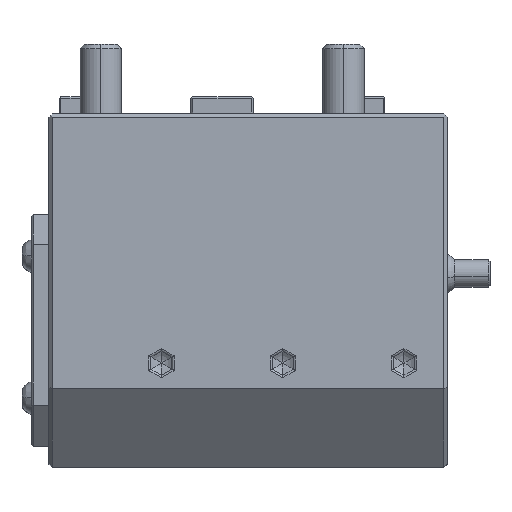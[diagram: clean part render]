
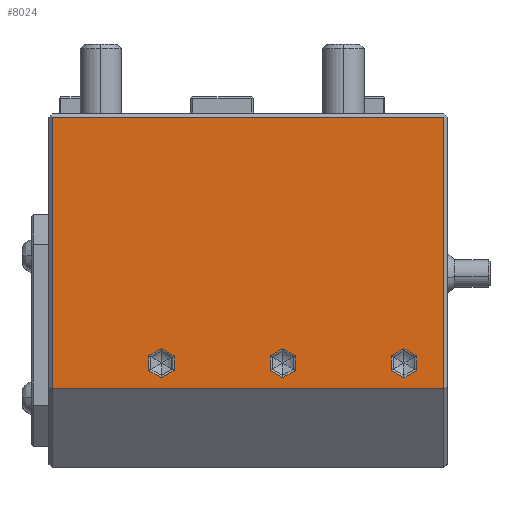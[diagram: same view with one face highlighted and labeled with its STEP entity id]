
A CAD part, top view. The second image highlights one B-rep face of the part: STEP entity #8024.
In plain terms, the highlighted planar face has unit normal (0, 0, 1).
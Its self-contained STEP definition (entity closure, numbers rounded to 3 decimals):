
#1246=DIRECTION('',(0.,1.,0.));
#1247=VECTOR('',#1246,78.357);
#1248=CARTESIAN_POINT('',(64.,-79.357,47.5));
#1249=LINE('',#1248,#1247);
#1250=DIRECTION('',(-1.,0.,0.));
#1251=VECTOR('',#1250,113.);
#1252=CARTESIAN_POINT('',(64.,-79.357,47.5));
#1253=LINE('',#1252,#1251);
#1254=DIRECTION('',(0.,1.,0.));
#1255=VECTOR('',#1254,78.357);
#1256=CARTESIAN_POINT('',(-49.,-79.357,47.5));
#1257=LINE('',#1256,#1255);
#1258=DIRECTION('',(1.,0.,0.));
#1259=VECTOR('',#1258,113.);
#1260=CARTESIAN_POINT('',(-49.,-1.,47.5));
#1261=LINE('',#1260,#1259);
#1262=DIRECTION('',(0.,1.,0.));
#1263=VECTOR('',#1262,4.219);
#1264=CARTESIAN_POINT('',(-13.846,-74.11,47.5));
#1265=LINE('',#1264,#1263);
#1290=DIRECTION('',(0.866,0.5,0.));
#1291=VECTOR('',#1290,4.219);
#1292=CARTESIAN_POINT('',(-17.5,-76.219,47.5));
#1293=LINE('',#1292,#1291);
#1298=DIRECTION('',(0.866,-0.5,0.));
#1299=VECTOR('',#1298,4.219);
#1300=CARTESIAN_POINT('',(-21.154,-74.11,47.5));
#1301=LINE('',#1300,#1299);
#1346=DIRECTION('',(0.,-1.,0.));
#1347=VECTOR('',#1346,4.219);
#1348=CARTESIAN_POINT('',(-21.154,-69.89,47.5));
#1349=LINE('',#1348,#1347);
#1374=DIRECTION('',(-0.866,-0.5,0.));
#1375=VECTOR('',#1374,4.219);
#1376=CARTESIAN_POINT('',(-17.5,-67.781,47.5));
#1377=LINE('',#1376,#1375);
#1402=DIRECTION('',(-0.866,0.5,0.));
#1403=VECTOR('',#1402,4.219);
#1404=CARTESIAN_POINT('',(-13.846,-69.89,47.5));
#1405=LINE('',#1404,#1403);
#1508=DIRECTION('',(0.,1.,0.));
#1509=VECTOR('',#1508,4.219);
#1510=CARTESIAN_POINT('',(21.154,-74.11,47.5));
#1511=LINE('',#1510,#1509);
#1536=DIRECTION('',(0.866,0.5,0.));
#1537=VECTOR('',#1536,4.219);
#1538=CARTESIAN_POINT('',(17.5,-76.219,47.5));
#1539=LINE('',#1538,#1537);
#1544=DIRECTION('',(0.866,-0.5,0.));
#1545=VECTOR('',#1544,4.219);
#1546=CARTESIAN_POINT('',(13.846,-74.11,47.5));
#1547=LINE('',#1546,#1545);
#1592=DIRECTION('',(0.,-1.,0.));
#1593=VECTOR('',#1592,4.219);
#1594=CARTESIAN_POINT('',(13.846,-69.89,47.5));
#1595=LINE('',#1594,#1593);
#1620=DIRECTION('',(-0.866,-0.5,0.));
#1621=VECTOR('',#1620,4.219);
#1622=CARTESIAN_POINT('',(17.5,-67.781,47.5));
#1623=LINE('',#1622,#1621);
#1648=DIRECTION('',(-0.866,0.5,0.));
#1649=VECTOR('',#1648,4.219);
#1650=CARTESIAN_POINT('',(21.154,-69.89,47.5));
#1651=LINE('',#1650,#1649);
#1754=DIRECTION('',(0.,1.,0.));
#1755=VECTOR('',#1754,4.219);
#1756=CARTESIAN_POINT('',(56.154,-74.11,47.5));
#1757=LINE('',#1756,#1755);
#1782=DIRECTION('',(0.866,0.5,0.));
#1783=VECTOR('',#1782,4.219);
#1784=CARTESIAN_POINT('',(52.5,-76.219,47.5));
#1785=LINE('',#1784,#1783);
#1790=DIRECTION('',(0.866,-0.5,0.));
#1791=VECTOR('',#1790,4.219);
#1792=CARTESIAN_POINT('',(48.846,-74.11,47.5));
#1793=LINE('',#1792,#1791);
#1838=DIRECTION('',(0.,-1.,0.));
#1839=VECTOR('',#1838,4.219);
#1840=CARTESIAN_POINT('',(48.846,-69.89,47.5));
#1841=LINE('',#1840,#1839);
#1866=DIRECTION('',(-0.866,-0.5,0.));
#1867=VECTOR('',#1866,4.219);
#1868=CARTESIAN_POINT('',(52.5,-67.781,47.5));
#1869=LINE('',#1868,#1867);
#1894=DIRECTION('',(-0.866,0.5,0.));
#1895=VECTOR('',#1894,4.219);
#1896=CARTESIAN_POINT('',(56.154,-69.89,47.5));
#1897=LINE('',#1896,#1895);
#5753=CARTESIAN_POINT('',(64.,-79.357,47.5));
#5754=CARTESIAN_POINT('',(64.,-1.,47.5));
#5755=VERTEX_POINT('',#5753);
#5756=VERTEX_POINT('',#5754);
#5767=CARTESIAN_POINT('',(-49.,-79.357,47.5));
#5768=VERTEX_POINT('',#5767);
#5777=CARTESIAN_POINT('',(-49.,-1.,47.5));
#5778=VERTEX_POINT('',#5777);
#6357=CARTESIAN_POINT('',(52.5,-76.219,47.5));
#6358=CARTESIAN_POINT('',(56.154,-74.11,47.5));
#6359=VERTEX_POINT('',#6357);
#6360=VERTEX_POINT('',#6358);
#6365=CARTESIAN_POINT('',(56.154,-69.89,47.5));
#6366=VERTEX_POINT('',#6365);
#6369=CARTESIAN_POINT('',(52.5,-67.781,47.5));
#6370=VERTEX_POINT('',#6369);
#6373=CARTESIAN_POINT('',(48.846,-69.89,47.5));
#6374=VERTEX_POINT('',#6373);
#6377=CARTESIAN_POINT('',(48.846,-74.11,47.5));
#6378=VERTEX_POINT('',#6377);
#6447=CARTESIAN_POINT('',(17.5,-76.219,47.5));
#6448=CARTESIAN_POINT('',(21.154,-74.11,47.5));
#6449=VERTEX_POINT('',#6447);
#6450=VERTEX_POINT('',#6448);
#6455=CARTESIAN_POINT('',(21.154,-69.89,47.5));
#6456=VERTEX_POINT('',#6455);
#6459=CARTESIAN_POINT('',(17.5,-67.781,47.5));
#6460=VERTEX_POINT('',#6459);
#6463=CARTESIAN_POINT('',(13.846,-69.89,47.5));
#6464=VERTEX_POINT('',#6463);
#6467=CARTESIAN_POINT('',(13.846,-74.11,47.5));
#6468=VERTEX_POINT('',#6467);
#6582=CARTESIAN_POINT('',(-17.5,-76.219,47.5));
#6583=CARTESIAN_POINT('',(-13.846,-74.11,47.5));
#6584=VERTEX_POINT('',#6582);
#6585=VERTEX_POINT('',#6583);
#6590=CARTESIAN_POINT('',(-13.846,-69.89,47.5));
#6591=VERTEX_POINT('',#6590);
#6594=CARTESIAN_POINT('',(-17.5,-67.781,47.5));
#6595=VERTEX_POINT('',#6594);
#6598=CARTESIAN_POINT('',(-21.154,-69.89,47.5));
#6599=VERTEX_POINT('',#6598);
#6602=CARTESIAN_POINT('',(-21.154,-74.11,47.5));
#6603=VERTEX_POINT('',#6602);
#7971=CARTESIAN_POINT('',(65.,0.,47.5));
#7972=DIRECTION('',(0.,0.,1.));
#7973=DIRECTION('',(-1.,0.,0.));
#7974=AXIS2_PLACEMENT_3D('',#7971,#7972,#7973);
#7975=PLANE('',#7974);
#7976=ORIENTED_EDGE('',*,*,#7856,.F.);
#7977=ORIENTED_EDGE('',*,*,#7885,.T.);
#7978=ORIENTED_EDGE('',*,*,#7962,.T.);
#7979=ORIENTED_EDGE('',*,*,#7822,.T.);
#7980=EDGE_LOOP('',(#7976,#7977,#7978,#7979));
#7981=FACE_OUTER_BOUND('',#7980,.F.);
#7983=ORIENTED_EDGE('',*,*,#7982,.T.);
#7985=ORIENTED_EDGE('',*,*,#7984,.T.);
#7987=ORIENTED_EDGE('',*,*,#7986,.T.);
#7989=ORIENTED_EDGE('',*,*,#7988,.T.);
#7991=ORIENTED_EDGE('',*,*,#7990,.T.);
#7993=ORIENTED_EDGE('',*,*,#7992,.T.);
#7994=EDGE_LOOP('',(#7983,#7985,#7987,#7989,#7991,#7993));
#7995=FACE_BOUND('',#7994,.F.);
#7997=ORIENTED_EDGE('',*,*,#7996,.T.);
#7999=ORIENTED_EDGE('',*,*,#7998,.T.);
#8001=ORIENTED_EDGE('',*,*,#8000,.T.);
#8003=ORIENTED_EDGE('',*,*,#8002,.T.);
#8005=ORIENTED_EDGE('',*,*,#8004,.T.);
#8007=ORIENTED_EDGE('',*,*,#8006,.T.);
#8008=EDGE_LOOP('',(#7997,#7999,#8001,#8003,#8005,#8007));
#8009=FACE_BOUND('',#8008,.F.);
#8011=ORIENTED_EDGE('',*,*,#8010,.T.);
#8013=ORIENTED_EDGE('',*,*,#8012,.T.);
#8015=ORIENTED_EDGE('',*,*,#8014,.T.);
#8017=ORIENTED_EDGE('',*,*,#8016,.T.);
#8019=ORIENTED_EDGE('',*,*,#8018,.T.);
#8021=ORIENTED_EDGE('',*,*,#8020,.T.);
#8022=EDGE_LOOP('',(#8011,#8013,#8015,#8017,#8019,#8021));
#8023=FACE_BOUND('',#8022,.F.);
#7822=EDGE_CURVE('',#5778,#5756,#1261,.T.);
#7856=EDGE_CURVE('',#5755,#5756,#1249,.T.);
#7885=EDGE_CURVE('',#5755,#5768,#1253,.T.);
#7962=EDGE_CURVE('',#5768,#5778,#1257,.T.);
#7982=EDGE_CURVE('',#6585,#6591,#1265,.T.);
#7984=EDGE_CURVE('',#6591,#6595,#1405,.T.);
#7986=EDGE_CURVE('',#6595,#6599,#1377,.T.);
#7988=EDGE_CURVE('',#6599,#6603,#1349,.T.);
#7990=EDGE_CURVE('',#6603,#6584,#1301,.T.);
#7992=EDGE_CURVE('',#6584,#6585,#1293,.T.);
#7996=EDGE_CURVE('',#6450,#6456,#1511,.T.);
#7998=EDGE_CURVE('',#6456,#6460,#1651,.T.);
#8000=EDGE_CURVE('',#6460,#6464,#1623,.T.);
#8002=EDGE_CURVE('',#6464,#6468,#1595,.T.);
#8004=EDGE_CURVE('',#6468,#6449,#1547,.T.);
#8006=EDGE_CURVE('',#6449,#6450,#1539,.T.);
#8010=EDGE_CURVE('',#6360,#6366,#1757,.T.);
#8012=EDGE_CURVE('',#6366,#6370,#1897,.T.);
#8014=EDGE_CURVE('',#6370,#6374,#1869,.T.);
#8016=EDGE_CURVE('',#6374,#6378,#1841,.T.);
#8018=EDGE_CURVE('',#6378,#6359,#1793,.T.);
#8020=EDGE_CURVE('',#6359,#6360,#1785,.T.);
#8024=ADVANCED_FACE('',(#7981,#7995,#8009,#8023),#7975,.T.);
